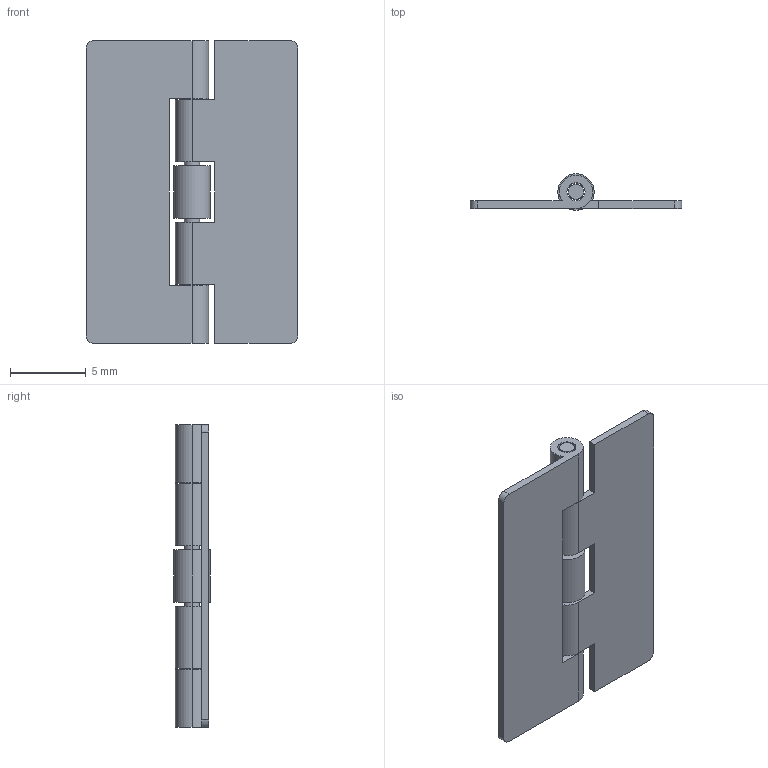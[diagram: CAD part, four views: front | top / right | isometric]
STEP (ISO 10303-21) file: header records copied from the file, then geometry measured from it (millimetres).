
FILE_DESCRIPTION (( 'STEP AP203' ), '1' );
FILE_NAME ('B-46-4.STEP', '2008-12-15T06:51:47', ( ' ' ), ( ' ' ), 'SwSTEP 2.0', 'SolidWorks 2007', '' );
FILE_SCHEMA (( 'CONFIG_CONTROL_DESIGN' ));
Length unit declared in the file: millimetre
Products named in the file (5): B-46-4; B-46-4僸儞僕A__棉太倌; B-46-4僸儞僕B__棉太倌; B-46-4幉__棉太倌; B-46-4僗僾儕儞僌__棉太倌
Assembly tree (4 placements, depth 2):
  B-46-4
    B-46-4幉__棉太倌
    B-46-4僸儞僕B__棉太倌
    B-46-4僗僾儕儞僌__棉太倌
    B-46-4僸儞僕A__棉太倌
Bounding box: 14 x 2.4 x 20 mm (x, y, z)
Volume: 185.3 mm3; surface area: 804.6 mm2
Topology: 4 solids, 4 shells, 54 faces, 138 edges, 92 vertices
Faces by surface type: cylinder 30, plane 24
Entity records: 2205 total; most frequent: DIRECTION 320, CARTESIAN_POINT 291, ORIENTED_EDGE 276, EDGE_CURVE 138, AXIS2_PLACEMENT_3D 121, VERTEX_POINT 92, LINE 78, VECTOR 78
